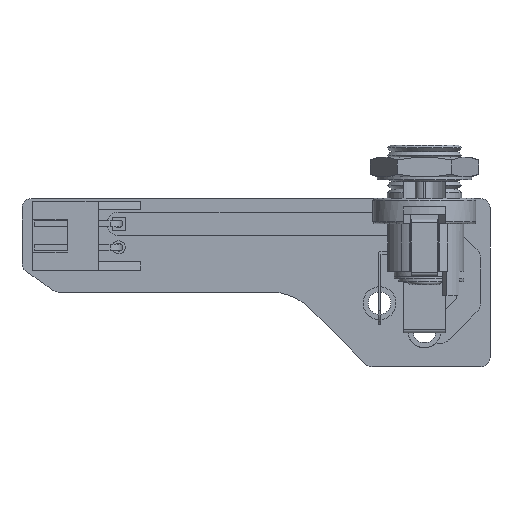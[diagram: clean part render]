
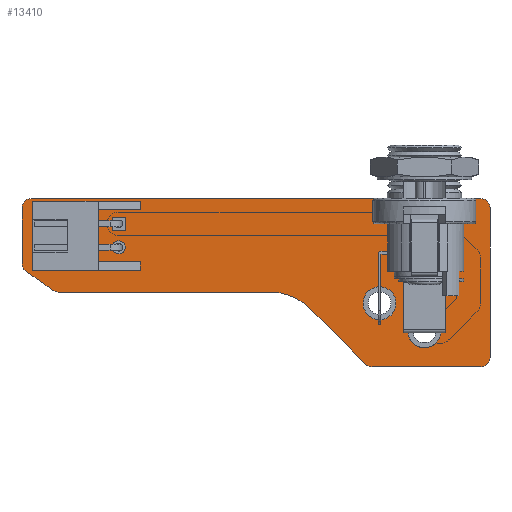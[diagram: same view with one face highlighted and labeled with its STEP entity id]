
A CAD part, front view. The second image highlights one B-rep face of the part: STEP entity #13410.
In plain terms, the highlighted face is planar.
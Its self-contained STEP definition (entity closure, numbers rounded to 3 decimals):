
#184=FACE_BOUND('',#2063,.T.);
#185=FACE_BOUND('',#2064,.T.);
#186=FACE_BOUND('',#2065,.T.);
#187=FACE_BOUND('',#2066,.T.);
#188=FACE_BOUND('',#2067,.T.);
#838=CIRCLE('',#14453,0.415);
#840=CIRCLE('',#14456,1.215);
#842=CIRCLE('',#14459,1.265);
#844=CIRCLE('',#14462,1.215);
#846=CIRCLE('',#14465,0.415);
#849=CIRCLE('',#14469,49.15);
#851=CIRCLE('',#14472,1.);
#853=CIRCLE('',#14476,1.);
#855=CIRCLE('',#14480,1.);
#857=CIRCLE('',#14484,1.);
#859=CIRCLE('',#14488,1.);
#861=CIRCLE('',#14492,6.);
#863=CIRCLE('',#14496,1.);
#1300=FACE_OUTER_BOUND('',#2062,.T.);
#2062=EDGE_LOOP('',(#10176,#10177,#10178,#10179,#10180,#10181,#10182,#10183,
#10184,#10185,#10186,#10187,#10188,#10189));
#2063=EDGE_LOOP('',(#10190));
#2064=EDGE_LOOP('',(#10191));
#2065=EDGE_LOOP('',(#10192));
#2066=EDGE_LOOP('',(#10193));
#2067=EDGE_LOOP('',(#10194));
#3037=LINE('',#20335,#4532);
#3041=LINE('',#20347,#4536);
#3045=LINE('',#20359,#4540);
#3049=LINE('',#20371,#4544);
#3053=LINE('',#20383,#4548);
#3057=LINE('',#20395,#4552);
#4532=VECTOR('',#16547,10.);
#4536=VECTOR('',#16559,10.);
#4540=VECTOR('',#16571,10.);
#4544=VECTOR('',#16583,10.);
#4548=VECTOR('',#16595,10.);
#4552=VECTOR('',#16607,10.);
#6009=VERTEX_POINT('',#20287);
#6011=VERTEX_POINT('',#20293);
#6013=VERTEX_POINT('',#20299);
#6015=VERTEX_POINT('',#20305);
#6017=VERTEX_POINT('',#20311);
#6021=VERTEX_POINT('',#20320);
#6022=VERTEX_POINT('',#20322);
#6024=VERTEX_POINT('',#20328);
#6026=VERTEX_POINT('',#20334);
#6028=VERTEX_POINT('',#20340);
#6030=VERTEX_POINT('',#20346);
#6032=VERTEX_POINT('',#20352);
#6034=VERTEX_POINT('',#20358);
#6036=VERTEX_POINT('',#20364);
#6038=VERTEX_POINT('',#20370);
#6040=VERTEX_POINT('',#20376);
#6042=VERTEX_POINT('',#20382);
#6044=VERTEX_POINT('',#20388);
#6046=VERTEX_POINT('',#20394);
#7504=EDGE_CURVE('',#6009,#6009,#838,.T.);
#7507=EDGE_CURVE('',#6011,#6011,#840,.T.);
#7510=EDGE_CURVE('',#6013,#6013,#842,.T.);
#7513=EDGE_CURVE('',#6015,#6015,#844,.T.);
#7516=EDGE_CURVE('',#6017,#6017,#846,.T.);
#7521=EDGE_CURVE('',#6022,#6021,#849,.T.);
#7524=EDGE_CURVE('',#6024,#6022,#851,.T.);
#7527=EDGE_CURVE('',#6026,#6024,#3037,.T.);
#7530=EDGE_CURVE('',#6028,#6026,#853,.T.);
#7533=EDGE_CURVE('',#6030,#6028,#3041,.T.);
#7536=EDGE_CURVE('',#6032,#6030,#855,.T.);
#7539=EDGE_CURVE('',#6034,#6032,#3045,.T.);
#7542=EDGE_CURVE('',#6036,#6034,#857,.T.);
#7545=EDGE_CURVE('',#6038,#6036,#3049,.T.);
#7548=EDGE_CURVE('',#6040,#6038,#859,.T.);
#7551=EDGE_CURVE('',#6042,#6040,#3053,.T.);
#7554=EDGE_CURVE('',#6044,#6042,#861,.T.);
#7557=EDGE_CURVE('',#6046,#6044,#3057,.T.);
#7560=EDGE_CURVE('',#6021,#6046,#863,.T.);
#10176=ORIENTED_EDGE('',*,*,#7560,.T.);
#10177=ORIENTED_EDGE('',*,*,#7557,.T.);
#10178=ORIENTED_EDGE('',*,*,#7554,.T.);
#10179=ORIENTED_EDGE('',*,*,#7551,.T.);
#10180=ORIENTED_EDGE('',*,*,#7548,.T.);
#10181=ORIENTED_EDGE('',*,*,#7545,.T.);
#10182=ORIENTED_EDGE('',*,*,#7542,.T.);
#10183=ORIENTED_EDGE('',*,*,#7539,.T.);
#10184=ORIENTED_EDGE('',*,*,#7536,.T.);
#10185=ORIENTED_EDGE('',*,*,#7533,.T.);
#10186=ORIENTED_EDGE('',*,*,#7530,.T.);
#10187=ORIENTED_EDGE('',*,*,#7527,.T.);
#10188=ORIENTED_EDGE('',*,*,#7524,.T.);
#10189=ORIENTED_EDGE('',*,*,#7521,.T.);
#10190=ORIENTED_EDGE('',*,*,#7504,.T.);
#10191=ORIENTED_EDGE('',*,*,#7507,.T.);
#10192=ORIENTED_EDGE('',*,*,#7510,.T.);
#10193=ORIENTED_EDGE('',*,*,#7513,.T.);
#10194=ORIENTED_EDGE('',*,*,#7516,.T.);
#12778=PLANE('',#14498);
#13410=ADVANCED_FACE('',(#1300,#184,#185,#186,#187,#188),#12778,.F.);
#14453=AXIS2_PLACEMENT_3D('',#20288,#16496,#16497);
#14456=AXIS2_PLACEMENT_3D('',#20294,#16503,#16504);
#14459=AXIS2_PLACEMENT_3D('',#20300,#16510,#16511);
#14462=AXIS2_PLACEMENT_3D('',#20306,#16517,#16518);
#14465=AXIS2_PLACEMENT_3D('',#20312,#16524,#16525);
#14469=AXIS2_PLACEMENT_3D('',#20323,#16534,#16535);
#14472=AXIS2_PLACEMENT_3D('',#20329,#16541,#16542);
#14476=AXIS2_PLACEMENT_3D('',#20341,#16553,#16554);
#14480=AXIS2_PLACEMENT_3D('',#20353,#16565,#16566);
#14484=AXIS2_PLACEMENT_3D('',#20365,#16577,#16578);
#14488=AXIS2_PLACEMENT_3D('',#20377,#16589,#16590);
#14492=AXIS2_PLACEMENT_3D('',#20389,#16601,#16602);
#14496=AXIS2_PLACEMENT_3D('',#20399,#16613,#16614);
#14498=AXIS2_PLACEMENT_3D('',#20401,#16617,#16618);
#16496=DIRECTION('center_axis',(0.,0.,1.));
#16497=DIRECTION('ref_axis',(1.,0.,0.));
#16503=DIRECTION('center_axis',(0.,0.,1.));
#16504=DIRECTION('ref_axis',(1.,0.,0.));
#16510=DIRECTION('center_axis',(0.,0.,1.));
#16511=DIRECTION('ref_axis',(1.,0.,0.));
#16517=DIRECTION('center_axis',(0.,0.,1.));
#16518=DIRECTION('ref_axis',(1.,0.,0.));
#16524=DIRECTION('center_axis',(0.,0.,1.));
#16525=DIRECTION('ref_axis',(1.,0.,0.));
#16534=DIRECTION('center_axis',(0.,0.,1.));
#16535=DIRECTION('ref_axis',(0.549,-0.836,0.));
#16541=DIRECTION('center_axis',(0.,0.,-1.));
#16542=DIRECTION('ref_axis',(-0.549,0.836,0.));
#16547=DIRECTION('',(0.,1.,0.));
#16553=DIRECTION('center_axis',(0.,0.,-1.));
#16554=DIRECTION('ref_axis',(-1.,0.,0.));
#16559=DIRECTION('',(-1.,0.,0.));
#16565=DIRECTION('center_axis',(0.,0.,-1.));
#16566=DIRECTION('ref_axis',(0.,-1.,0.));
#16571=DIRECTION('',(0.,-1.,0.));
#16577=DIRECTION('center_axis',(0.,0.,-1.));
#16578=DIRECTION('ref_axis',(1.,0.,0.));
#16583=DIRECTION('',(1.,0.,0.));
#16589=DIRECTION('center_axis',(0.,0.,-1.));
#16590=DIRECTION('ref_axis',(0.,1.,0.));
#16595=DIRECTION('',(0.707,0.707,0.));
#16601=DIRECTION('center_axis',(0.,0.,1.));
#16602=DIRECTION('ref_axis',(0.,-1.,0.));
#16607=DIRECTION('',(1.,0.,0.));
#16613=DIRECTION('center_axis',(0.,0.,-1.));
#16614=DIRECTION('ref_axis',(0.,1.,0.));
#16617=DIRECTION('center_axis',(0.,0.,1.));
#16618=DIRECTION('ref_axis',(1.,0.,0.));
#20287=CARTESIAN_POINT('',(9.915,2.724,-0.053));
#20288=CARTESIAN_POINT('Origin',(10.33,2.724,-0.053));
#20293=CARTESIAN_POINT('',(41.785,14.2,-0.053));
#20294=CARTESIAN_POINT('Origin',(43.,14.2,-0.053));
#20299=CARTESIAN_POINT('',(41.735,8.1,-0.053));
#20300=CARTESIAN_POINT('Origin',(43.,8.1,-0.053));
#20305=CARTESIAN_POINT('',(36.985,11.2,-0.053));
#20306=CARTESIAN_POINT('Origin',(38.2,11.2,-0.053));
#20311=CARTESIAN_POINT('',(9.915,5.224,-0.053));
#20312=CARTESIAN_POINT('Origin',(10.33,5.224,-0.053));
#20320=CARTESIAN_POINT('',(3.25,9.796,-0.053));
#20322=CARTESIAN_POINT('',(0.451,7.815,-0.053));
#20323=CARTESIAN_POINT('Origin',(-26.525,48.9,-0.053));
#20328=CARTESIAN_POINT('',(0.,6.979,-0.053));
#20329=CARTESIAN_POINT('Origin',(1.,6.979,-0.053));
#20334=CARTESIAN_POINT('',(0.,1.,-0.053));
#20335=CARTESIAN_POINT('',(0.,1.,-0.053));
#20340=CARTESIAN_POINT('',(1.,0.,-0.053));
#20341=CARTESIAN_POINT('Origin',(1.,1.,-0.053));
#20346=CARTESIAN_POINT('',(49.,0.,-0.053));
#20347=CARTESIAN_POINT('',(49.,0.,-0.053));
#20352=CARTESIAN_POINT('',(50.,1.,-0.053));
#20353=CARTESIAN_POINT('Origin',(49.,1.,-0.053));
#20358=CARTESIAN_POINT('',(50.,17.,-0.053));
#20359=CARTESIAN_POINT('',(50.,1.,-0.053));
#20364=CARTESIAN_POINT('',(49.,18.,-0.053));
#20365=CARTESIAN_POINT('Origin',(49.,17.,-0.053));
#20370=CARTESIAN_POINT('',(37.414,18.,-0.053));
#20371=CARTESIAN_POINT('',(49.,18.,-0.053));
#20376=CARTESIAN_POINT('',(36.707,17.707,-0.053));
#20377=CARTESIAN_POINT('Origin',(37.414,17.,-0.053));
#20382=CARTESIAN_POINT('',(30.757,11.757,-0.053));
#20383=CARTESIAN_POINT('',(30.757,11.757,-0.053));
#20388=CARTESIAN_POINT('',(26.515,10.,-0.053));
#20389=CARTESIAN_POINT('Origin',(26.515,16.,-0.053));
#20394=CARTESIAN_POINT('',(3.856,10.,-0.053));
#20395=CARTESIAN_POINT('',(3.856,10.,-0.053));
#20399=CARTESIAN_POINT('Origin',(3.856,9.,-0.053));
#20401=CARTESIAN_POINT('Origin',(25.,9.,-0.053));
